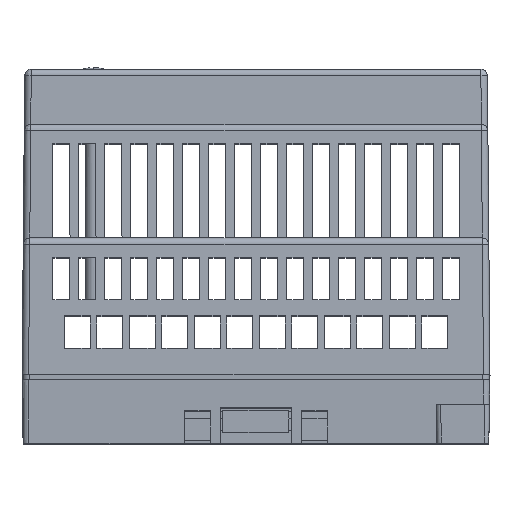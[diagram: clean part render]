
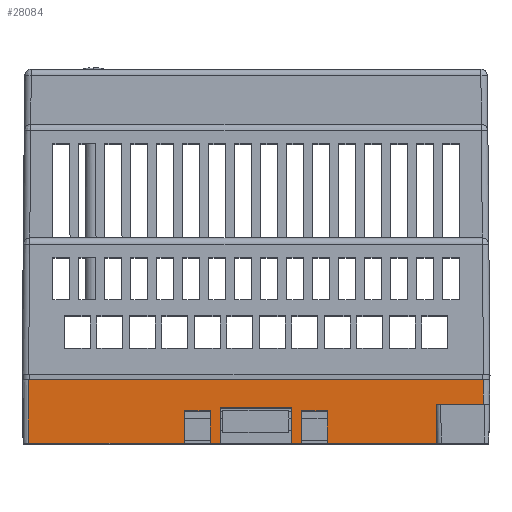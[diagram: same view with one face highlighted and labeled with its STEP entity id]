
A CAD part, top view. The second image highlights one B-rep face of the part: STEP entity #28084.
In plain terms, the highlighted planar face has unit normal (0, -0.018, 1).
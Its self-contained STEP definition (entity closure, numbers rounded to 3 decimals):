
#255 = LINE ( 'NONE', #6273, #17174 ) ;
#675 = ORIENTED_EDGE ( 'NONE', *, *, #22902, .T. ) ;
#828 = ORIENTED_EDGE ( 'NONE', *, *, #23422, .F. ) ;
#1955 = LINE ( 'NONE', #7619, #27800 ) ;
#2213 = DIRECTION ( 'NONE',  ( 0., 1., 0.017 ) ) ;
#2536 = ORIENTED_EDGE ( 'NONE', *, *, #36334, .T. ) ;
#2885 = CARTESIAN_POINT ( 'NONE',  ( -5.5, -5., 44.829 ) ) ;
#3615 = ORIENTED_EDGE ( 'NONE', *, *, #33890, .T. ) ;
#3701 = ORIENTED_EDGE ( 'NONE', *, *, #34626, .T. ) ;
#3774 = LINE ( 'NONE', #15493, #10785 ) ;
#3806 = CARTESIAN_POINT ( 'NONE',  ( 7., -5., 44.829 ) ) ;
#3933 = VECTOR ( 'NONE', #2213, 1000. ) ;
#4094 = FACE_OUTER_BOUND ( 'NONE', #37018, .T. ) ;
#4135 = DIRECTION ( 'NONE',  ( -1., 0., 0. ) ) ;
#4480 = VECTOR ( 'NONE', #32041, 1000. ) ;
#4604 = VERTEX_POINT ( 'NONE', #10807 ) ;
#4788 = CARTESIAN_POINT ( 'NONE',  ( -7., 120.705, 47.023 ) ) ;
#4809 = DIRECTION ( 'NONE',  ( 1., 0., 0. ) ) ;
#4817 = VECTOR ( 'NONE', #34704, 1000. ) ;
#4953 = DIRECTION ( 'NONE',  ( 0., 1., 0.017 ) ) ;
#5462 = VECTOR ( 'NONE', #4953, 1000. ) ;
#5535 = EDGE_CURVE ( 'NONE', #36299, #6711, #6873, .T. ) ;
#5538 = EDGE_CURVE ( 'NONE', #11738, #17119, #1955, .T. ) ;
#5718 = DIRECTION ( 'NONE',  ( 0., 1., 0.017 ) ) ;
#5755 = CARTESIAN_POINT ( 'NONE',  ( -7., 0., 44.916 ) ) ;
#5954 = CARTESIAN_POINT ( 'NONE',  ( 0., 0.5, 44.925 ) ) ;
#5998 = CARTESIAN_POINT ( 'NONE',  ( 35., 1., 44.934 ) ) ;
#6138 = CARTESIAN_POINT ( 'NONE',  ( -5.5, 0.5, 44.925 ) ) ;
#6273 = CARTESIAN_POINT ( 'NONE',  ( 0., 0., 44.916 ) ) ;
#6711 = VERTEX_POINT ( 'NONE', #15942 ) ;
#6873 = LINE ( 'NONE', #4788, #26582 ) ;
#7619 = CARTESIAN_POINT ( 'NONE',  ( 11., 120.705, 47.023 ) ) ;
#7883 = CARTESIAN_POINT ( 'NONE',  ( 7., 120.705, 47.023 ) ) ;
#7925 = EDGE_CURVE ( 'NONE', #35017, #12015, #10615, .T. ) ;
#8162 = VECTOR ( 'NONE', #33586, 1000. ) ;
#8280 = LINE ( 'NONE', #30949, #15076 ) ;
#8325 = EDGE_CURVE ( 'NONE', #24069, #35041, #11666, .T. ) ;
#8573 = VERTEX_POINT ( 'NONE', #18648 ) ;
#8710 = ORIENTED_EDGE ( 'NONE', *, *, #26749, .T. ) ;
#9008 = CARTESIAN_POINT ( 'NONE',  ( 35., 4.8, 45. ) ) ;
#9761 = CARTESIAN_POINT ( 'NONE',  ( 35., 120.705, 47.023 ) ) ;
#9874 = LINE ( 'NONE', #35535, #24235 ) ;
#10176 = CARTESIAN_POINT ( 'NONE',  ( 27.724, 1., 44.934 ) ) ;
#10388 = EDGE_CURVE ( 'NONE', #17119, #25485, #21108, .T. ) ;
#10615 = LINE ( 'NONE', #22493, #5462 ) ;
#10785 = VECTOR ( 'NONE', #4135, 1000. ) ;
#10807 = CARTESIAN_POINT ( 'NONE',  ( -35., -5., 44.829 ) ) ;
#10851 = ORIENTED_EDGE ( 'NONE', *, *, #10388, .T. ) ;
#11666 = LINE ( 'NONE', #23192, #4817 ) ;
#11738 = VERTEX_POINT ( 'NONE', #20611 ) ;
#11750 = ORIENTED_EDGE ( 'NONE', *, *, #32978, .T. ) ;
#11849 = LINE ( 'NONE', #9008, #32640 ) ;
#11952 = DIRECTION ( 'NONE',  ( 1., 0., 0. ) ) ;
#12015 = VERTEX_POINT ( 'NONE', #36932 ) ;
#12562 = ORIENTED_EDGE ( 'NONE', *, *, #35090, .T. ) ;
#12766 = ORIENTED_EDGE ( 'NONE', *, *, #31342, .F. ) ;
#13694 = CARTESIAN_POINT ( 'NONE',  ( 11., -5., 44.829 ) ) ;
#13765 = LINE ( 'NONE', #5954, #8162 ) ;
#14192 = CARTESIAN_POINT ( 'NONE',  ( 5.5, -5., 44.829 ) ) ;
#14603 = LINE ( 'NONE', #2885, #15621 ) ;
#15076 = VECTOR ( 'NONE', #33964, 1000. ) ;
#15493 = CARTESIAN_POINT ( 'NONE',  ( 0., -5., 44.829 ) ) ;
#15621 = VECTOR ( 'NONE', #5718, 1000. ) ;
#15891 = VERTEX_POINT ( 'NONE', #3806 ) ;
#15942 = CARTESIAN_POINT ( 'NONE',  ( -7., -5., 44.829 ) ) ;
#16368 = CARTESIAN_POINT ( 'NONE',  ( 27.829, -5., 44.829 ) ) ;
#16400 = CARTESIAN_POINT ( 'NONE',  ( 35., 1., 44.934 ) ) ;
#16780 = LINE ( 'NONE', #20343, #18330 ) ;
#16939 = CARTESIAN_POINT ( 'NONE',  ( -11., -5., 44.829 ) ) ;
#17119 = VERTEX_POINT ( 'NONE', #13694 ) ;
#17174 = VECTOR ( 'NONE', #17838, 1000. ) ;
#17536 = VERTEX_POINT ( 'NONE', #35119 ) ;
#17838 = DIRECTION ( 'NONE',  ( 1., 0., 0. ) ) ;
#18330 = VECTOR ( 'NONE', #20517, 1000. ) ;
#18420 = VERTEX_POINT ( 'NONE', #21729 ) ;
#18427 = DIRECTION ( 'NONE',  ( 0., -1., -0.017 ) ) ;
#18648 = CARTESIAN_POINT ( 'NONE',  ( -5.5, -5., 44.829 ) ) ;
#18832 = AXIS2_PLACEMENT_3D ( 'NONE', #9761, #32225, #23905 ) ;
#18973 = ORIENTED_EDGE ( 'NONE', *, *, #29567, .T. ) ;
#19797 = CARTESIAN_POINT ( 'NONE',  ( -11., 0., 44.916 ) ) ;
#19967 = EDGE_CURVE ( 'NONE', #18420, #27505, #13765, .T. ) ;
#20204 = DIRECTION ( 'NONE',  ( -1., 0., 0. ) ) ;
#20343 = CARTESIAN_POINT ( 'NONE',  ( 5.5, 0.5, 44.925 ) ) ;
#20517 = DIRECTION ( 'NONE',  ( 0., -1., -0.017 ) ) ;
#20611 = CARTESIAN_POINT ( 'NONE',  ( 11., 0., 44.916 ) ) ;
#21108 = LINE ( 'NONE', #29983, #26913 ) ;
#21120 = VERTEX_POINT ( 'NONE', #35798 ) ;
#21425 = DIRECTION ( 'NONE',  ( -1., 0., 0. ) ) ;
#21729 = CARTESIAN_POINT ( 'NONE',  ( 5.5, 0.5, 44.925 ) ) ;
#22048 = ORIENTED_EDGE ( 'NONE', *, *, #36685, .T. ) ;
#22493 = CARTESIAN_POINT ( 'NONE',  ( 35., 120.705, 47.023 ) ) ;
#22821 = ORIENTED_EDGE ( 'NONE', *, *, #19967, .F. ) ;
#22902 = EDGE_CURVE ( 'NONE', #8573, #27505, #14603, .T. ) ;
#23118 = ORIENTED_EDGE ( 'NONE', *, *, #8325, .T. ) ;
#23192 = CARTESIAN_POINT ( 'NONE',  ( -11., 120.705, 47.023 ) ) ;
#23270 = DIRECTION ( 'NONE',  ( -0.017, 1., 0.017 ) ) ;
#23379 = LINE ( 'NONE', #35061, #23605 ) ;
#23422 = EDGE_CURVE ( 'NONE', #15891, #28739, #3774, .T. ) ;
#23605 = VECTOR ( 'NONE', #31692, 1000. ) ;
#23905 = DIRECTION ( 'NONE',  ( 0., -1., -0.017 ) ) ;
#24069 = VERTEX_POINT ( 'NONE', #16939 ) ;
#24235 = VECTOR ( 'NONE', #11952, 1000. ) ;
#25485 = VERTEX_POINT ( 'NONE', #16368 ) ;
#25532 = LINE ( 'NONE', #37055, #28933 ) ;
#26189 = PLANE ( 'NONE',  #18832 ) ;
#26316 = LINE ( 'NONE', #7883, #3933 ) ;
#26582 = VECTOR ( 'NONE', #33309, 1000. ) ;
#26749 = EDGE_CURVE ( 'NONE', #25485, #27869, #25532, .T. ) ;
#26913 = VECTOR ( 'NONE', #4809, 1000. ) ;
#27094 = ORIENTED_EDGE ( 'NONE', *, *, #5535, .T. ) ;
#27505 = VERTEX_POINT ( 'NONE', #6138 ) ;
#27800 = VECTOR ( 'NONE', #18427, 1000. ) ;
#27869 = VERTEX_POINT ( 'NONE', #10176 ) ;
#28084 = ADVANCED_FACE ( 'NONE', ( #4094 ), #26189, .T. ) ;
#28739 = VERTEX_POINT ( 'NONE', #14192 ) ;
#28933 = VECTOR ( 'NONE', #23270, 1000. ) ;
#29567 = EDGE_CURVE ( 'NONE', #17536, #11738, #255, .T. ) ;
#29983 = CARTESIAN_POINT ( 'NONE',  ( 35., -5., 44.829 ) ) ;
#30105 = LINE ( 'NONE', #30285, #34660 ) ;
#30281 = ORIENTED_EDGE ( 'NONE', *, *, #7925, .T. ) ;
#30285 = CARTESIAN_POINT ( 'NONE',  ( 0., -5., 44.829 ) ) ;
#30949 = CARTESIAN_POINT ( 'NONE',  ( -35., 120.705, 47.023 ) ) ;
#31342 = EDGE_CURVE ( 'NONE', #8573, #6711, #30105, .T. ) ;
#31492 = LINE ( 'NONE', #5998, #4480 ) ;
#31692 = DIRECTION ( 'NONE',  ( 1., 0., 0. ) ) ;
#32041 = DIRECTION ( 'NONE',  ( 1., 0., 0. ) ) ;
#32225 = DIRECTION ( 'NONE',  ( 0., -0.017, 1. ) ) ;
#32640 = VECTOR ( 'NONE', #20204, 1000. ) ;
#32881 = ORIENTED_EDGE ( 'NONE', *, *, #5538, .T. ) ;
#32978 = EDGE_CURVE ( 'NONE', #21120, #4604, #8280, .T. ) ;
#33309 = DIRECTION ( 'NONE',  ( 0., -1., -0.017 ) ) ;
#33318 = ORIENTED_EDGE ( 'NONE', *, *, #33893, .T. ) ;
#33586 = DIRECTION ( 'NONE',  ( -1., 0., 0. ) ) ;
#33890 = EDGE_CURVE ( 'NONE', #12015, #21120, #11849, .T. ) ;
#33893 = EDGE_CURVE ( 'NONE', #4604, #24069, #23379, .T. ) ;
#33964 = DIRECTION ( 'NONE',  ( 0., -1., -0.017 ) ) ;
#34626 = EDGE_CURVE ( 'NONE', #35041, #36299, #9874, .T. ) ;
#34660 = VECTOR ( 'NONE', #21425, 1000. ) ;
#34704 = DIRECTION ( 'NONE',  ( 0., 1., 0.017 ) ) ;
#35017 = VERTEX_POINT ( 'NONE', #16400 ) ;
#35041 = VERTEX_POINT ( 'NONE', #19797 ) ;
#35061 = CARTESIAN_POINT ( 'NONE',  ( 35., -5., 44.829 ) ) ;
#35090 = EDGE_CURVE ( 'NONE', #18420, #28739, #16780, .T. ) ;
#35119 = CARTESIAN_POINT ( 'NONE',  ( 7., 0., 44.916 ) ) ;
#35535 = CARTESIAN_POINT ( 'NONE',  ( 0., 0., 44.916 ) ) ;
#35798 = CARTESIAN_POINT ( 'NONE',  ( -35., 4.8, 45. ) ) ;
#36299 = VERTEX_POINT ( 'NONE', #5755 ) ;
#36334 = EDGE_CURVE ( 'NONE', #15891, #17536, #26316, .T. ) ;
#36685 = EDGE_CURVE ( 'NONE', #27869, #35017, #31492, .T. ) ;
#36932 = CARTESIAN_POINT ( 'NONE',  ( 35., 4.8, 45. ) ) ;
#37018 = EDGE_LOOP ( 'NONE', ( #2536, #18973, #32881, #10851, #8710, #22048, #30281, #3615, #11750, #33318, #23118, #3701, #27094, #12766, #675, #22821, #12562, #828 ) ) ;
#37055 = CARTESIAN_POINT ( 'NONE',  ( 27.829, -5., 44.829 ) ) ;
